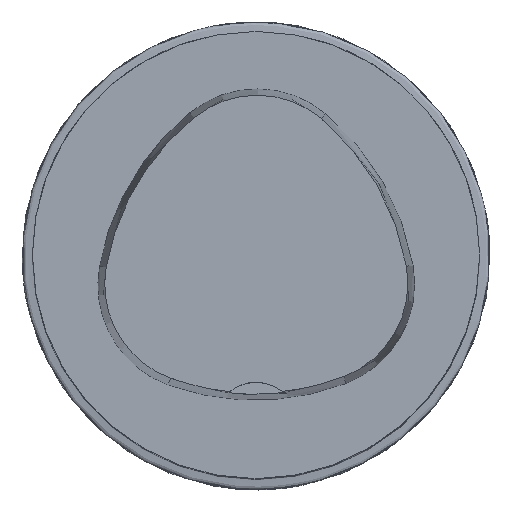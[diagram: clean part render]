
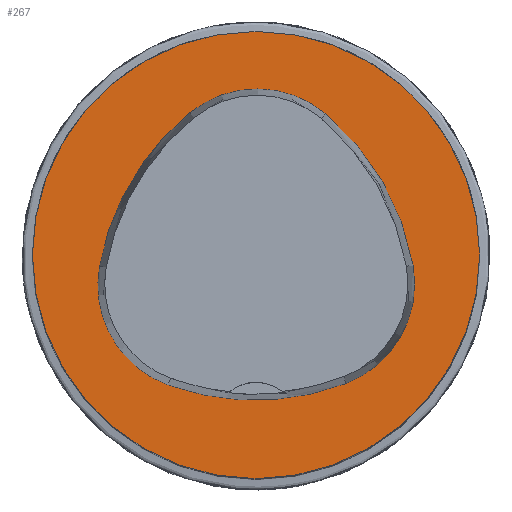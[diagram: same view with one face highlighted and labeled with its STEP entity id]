
A CAD part, top view. The second image highlights one B-rep face of the part: STEP entity #267.
In plain terms, the highlighted planar face has unit normal (0, 0, 1).
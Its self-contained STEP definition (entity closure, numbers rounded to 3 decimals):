
#232=FACE_BOUND('',#385,.T.);
#233=FACE_BOUND('',#386,.T.);
#267=ADVANCED_FACE('',(#232,#233),#289,.T.);
#289=PLANE('',#912);
#385=EDGE_LOOP('',(#502,#503,#504,#505,#506,#507));
#386=EDGE_LOOP('',(#508));
#502=ORIENTED_EDGE('',*,*,#666,.T.);
#503=ORIENTED_EDGE('',*,*,#646,.T.);
#504=ORIENTED_EDGE('',*,*,#650,.T.);
#505=ORIENTED_EDGE('',*,*,#653,.T.);
#506=ORIENTED_EDGE('',*,*,#656,.T.);
#507=ORIENTED_EDGE('',*,*,#664,.T.);
#508=ORIENTED_EDGE('',*,*,#637,.F.);
#579=VERTEX_POINT('',#1283);
#588=VERTEX_POINT('',#1302);
#589=VERTEX_POINT('',#1303);
#592=VERTEX_POINT('',#1311);
#594=VERTEX_POINT('',#1317);
#596=VERTEX_POINT('',#1323);
#603=VERTEX_POINT('',#1344);
#637=EDGE_CURVE('',#579,#579,#702,.T.);
#646=EDGE_CURVE('',#588,#589,#703,.T.);
#650=EDGE_CURVE('',#589,#592,#705,.T.);
#653=EDGE_CURVE('',#592,#594,#707,.T.);
#656=EDGE_CURVE('',#594,#596,#709,.T.);
#664=EDGE_CURVE('',#596,#603,#713,.T.);
#666=EDGE_CURVE('',#603,#588,#715,.T.);
#702=CIRCLE('',#884,31.5);
#703=CIRCLE('',#890,36.);
#705=CIRCLE('',#893,15.);
#707=CIRCLE('',#896,36.);
#709=CIRCLE('',#899,15.);
#713=CIRCLE('',#904,36.);
#715=CIRCLE('',#907,15.);
#884=AXIS2_PLACEMENT_3D('',#1282,#1060,#1061);
#890=AXIS2_PLACEMENT_3D('',#1301,#1076,#1077);
#893=AXIS2_PLACEMENT_3D('',#1310,#1084,#1085);
#896=AXIS2_PLACEMENT_3D('',#1316,#1091,#1092);
#899=AXIS2_PLACEMENT_3D('',#1322,#1098,#1099);
#904=AXIS2_PLACEMENT_3D('',#1345,#1110,#1111);
#907=AXIS2_PLACEMENT_3D('',#1348,#1116,#1117);
#912=AXIS2_PLACEMENT_3D('',#1353,#1126,#1127);
#1060=DIRECTION('',(0.,0.,-1.));
#1061=DIRECTION('',(-1.,0.,0.));
#1076=DIRECTION('',(0.,0.,-1.));
#1077=DIRECTION('',(-1.,0.,0.));
#1084=DIRECTION('',(0.,0.,-1.));
#1085=DIRECTION('',(-1.,0.,0.));
#1091=DIRECTION('',(0.,0.,-1.));
#1092=DIRECTION('',(-1.,0.,0.));
#1098=DIRECTION('',(0.,0.,-1.));
#1099=DIRECTION('',(-1.,0.,0.));
#1110=DIRECTION('',(0.,0.,-1.));
#1111=DIRECTION('',(-1.,0.,0.));
#1116=DIRECTION('',(0.,0.,-1.));
#1117=DIRECTION('',(-1.,0.,0.));
#1126=DIRECTION('',(0.,0.,1.));
#1127=DIRECTION('',(1.,0.,0.));
#1282=CARTESIAN_POINT('',(0.,0.,0.));
#1283=CARTESIAN_POINT('',(-31.5,0.,0.));
#1301=CARTESIAN_POINT('',(13.398,-7.893,0.));
#1302=CARTESIAN_POINT('',(-22.041,-1.562,0.));
#1303=CARTESIAN_POINT('',(-9.317,20.036,0.));
#1310=CARTESIAN_POINT('',(0.148,8.399,0.));
#1311=CARTESIAN_POINT('',(9.779,19.898,0.));
#1316=CARTESIAN_POINT('',(-13.337,-7.7,0.));
#1317=CARTESIAN_POINT('',(22.122,-1.48,0.));
#1322=CARTESIAN_POINT('',(7.347,-4.071,0.));
#1323=CARTESIAN_POINT('',(12.693,-18.087,0.));
#1344=CARTESIAN_POINT('',(-12.373,-18.307,0.));
#1345=CARTESIAN_POINT('',(-0.137,15.55,0.));
#1348=CARTESIAN_POINT('',(-7.275,-4.2,0.));
#1353=CARTESIAN_POINT('',(0.,0.,0.));
